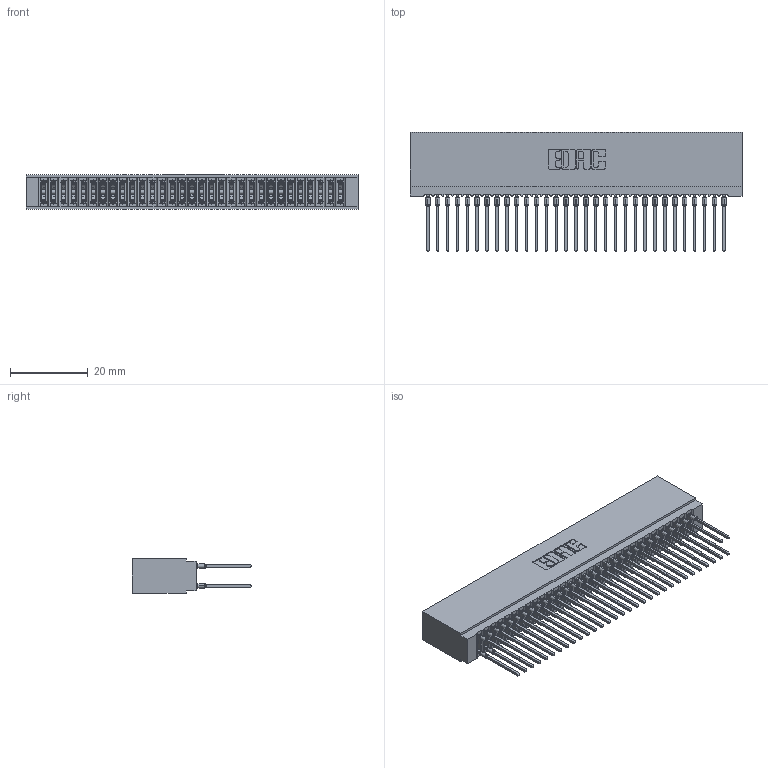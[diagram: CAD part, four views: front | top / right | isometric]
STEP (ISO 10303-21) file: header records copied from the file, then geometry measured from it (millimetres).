
FILE_DESCRIPTION (( 'STEP AP203' ), '1' );
FILE_NAME ('745-062-545-201.STEP', '2026-02-26T19:10:09', ( '' ), ( '' ), 'SwSTEP 2.0', 'SolidWorks 2023', '' );
FILE_SCHEMA (( 'CONFIG_CONTROL_DESIGN' ));
Length unit declared in the file: millimetre
Products named in the file (3): 745-292-001_545; 745 Part_Insulator Option - 01; 745-062-545-201
Assembly tree (63 placements, depth 2):
  745-062-545-201
    745 Part_Insulator Option - 01
    745-292-001_545  x62
Bounding box: 85.34 x 30.62 x 8.89 mm (x, y, z)
Volume: 7970.7 mm3; surface area: 16893.7 mm2
Topology: 63 solids, 63 shells, 5644 faces, 15169 edges, 9534 vertices
Faces by surface type: plane 2907, bspline 1240, cylinder 1125, torus 372
Entity records: 53691 total; most frequent: CARTESIAN_POINT 9819, ORIENTED_EDGE 9232, DIRECTION 8074, EDGE_CURVE 4616, LINE 4248, VECTOR 4248, VERTEX_POINT 2946, AXIS2_PLACEMENT_3D 1913
